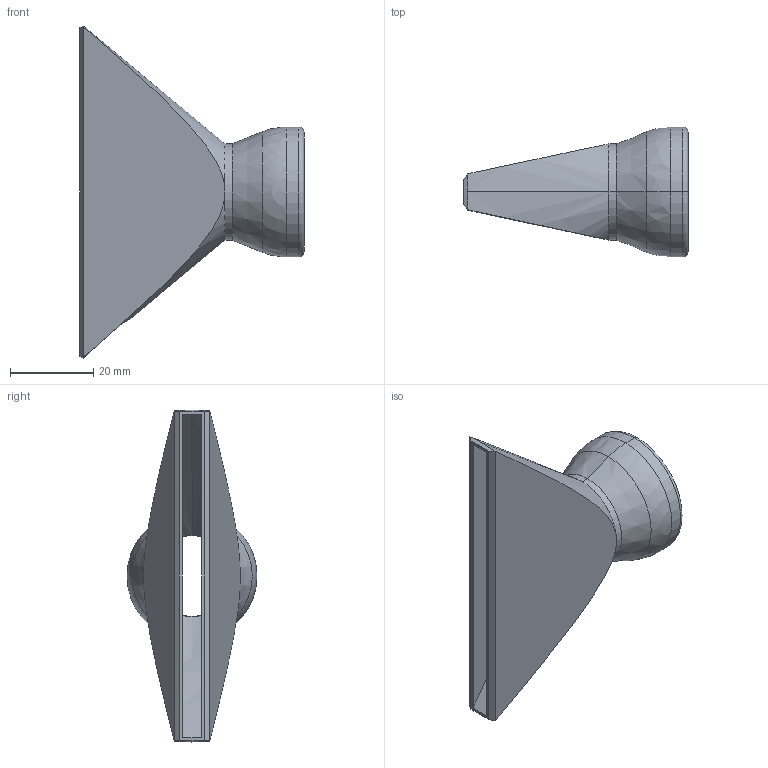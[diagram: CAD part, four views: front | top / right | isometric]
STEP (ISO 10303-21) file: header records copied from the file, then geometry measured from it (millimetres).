
FILE_DESCRIPTION (( 'STEP AP203' ), '1' );
FILE_NAME ('3-4 x3 Inch Flare Nozzle.STEP', '2005-02-04T21:30:20', ( 'mark lockwood' ), ( 'lockwood products inc.' ), 'SwSTEP 2.0', 'SolidWorks 2004146', '' );
FILE_SCHEMA (( 'CONFIG_CONTROL_DESIGN' ));
Length unit declared in the file: inch
Products named in the file (1): 3-4 x3 Inch Flare Nozzle
Bounding box: 53.7 x 31.11 x 79.55 mm (x, y, z)
Volume: 10503 mm3; surface area: 12947.2 mm2
Topology: 1 solids, 1 shells, 40 faces, 97 edges, 56 vertices
Faces by surface type: cone 13, plane 9, cylinder 8, torus 6, sphere 4
Entity records: 1374 total; most frequent: CARTESIAN_POINT 412, DIRECTION 205, ORIENTED_EDGE 176, AXIS2_PLACEMENT_3D 92, EDGE_CURVE 88, VERTEX_POINT 51, CIRCLE 51, EDGE_LOOP 43
